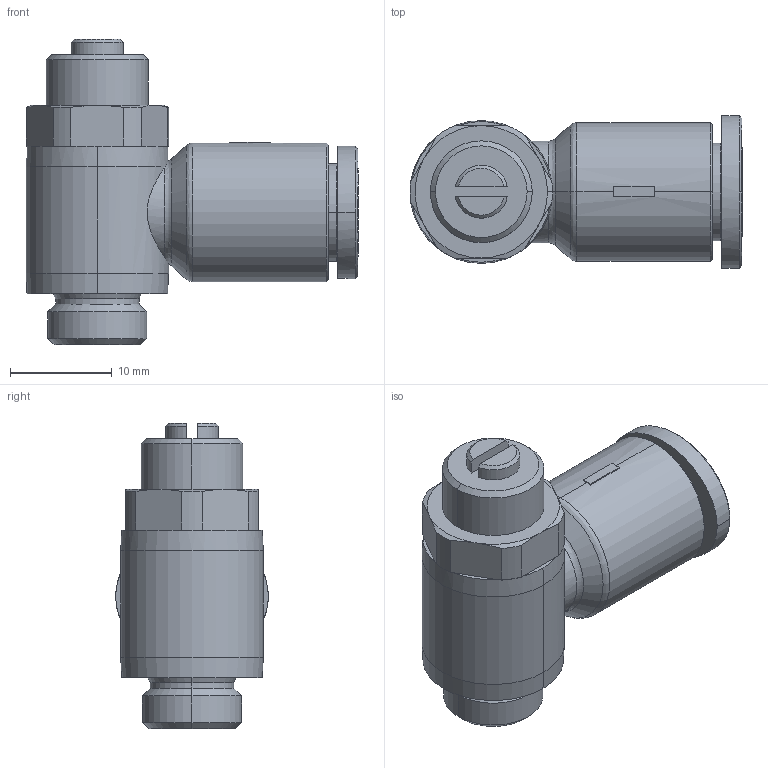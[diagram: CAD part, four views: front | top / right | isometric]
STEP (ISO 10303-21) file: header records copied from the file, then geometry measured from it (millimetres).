
FILE_DESCRIPTION (( 'STEP AP214' ), '1' );
FILE_NAME ('GNSH08-G01_OUT.STEP', '2015-10-28T15:38:00', ( '' ), ( '' ), 'SwSTEP 2.0', 'SolidWorks 2015', '' );
FILE_SCHEMA (( 'AUTOMOTIVE_DESIGN' ));
Length unit declared in the file: millimetre
Products named in the file (2): GNSH08-G01_OUT; ｦ+ﾃｦ1
Assembly tree (1 placements, depth 2):
  GNSH08-G01_OUT
    ｦ+ﾃｦ1
Bounding box: 32.6 x 15 x 30 mm (x, y, z)
Volume: 5176.1 mm3; surface area: 3002.5 mm2
Topology: 1 solids, 1 shells, 467 faces, 1282 edges, 841 vertices
Faces by surface type: plane 369, cylinder 33, bspline 32, cone 31, torus 2
Entity records: 16304 total; most frequent: CARTESIAN_POINT 3921, ORIENTED_EDGE 2564, DIRECTION 2184, EDGE_CURVE 1282, VECTOR 1062, LINE 1062, VERTEX_POINT 841, AXIS2_PLACEMENT_3D 561
